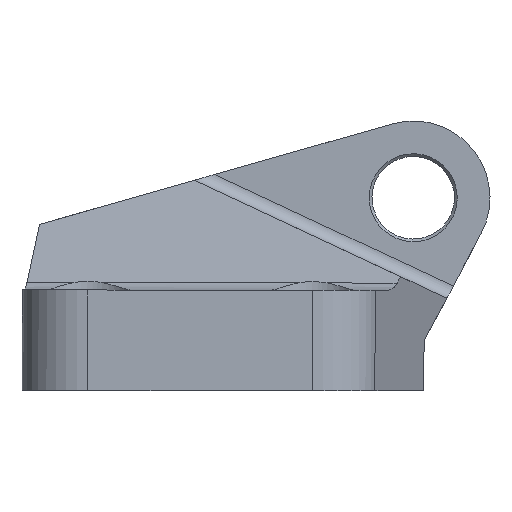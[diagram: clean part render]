
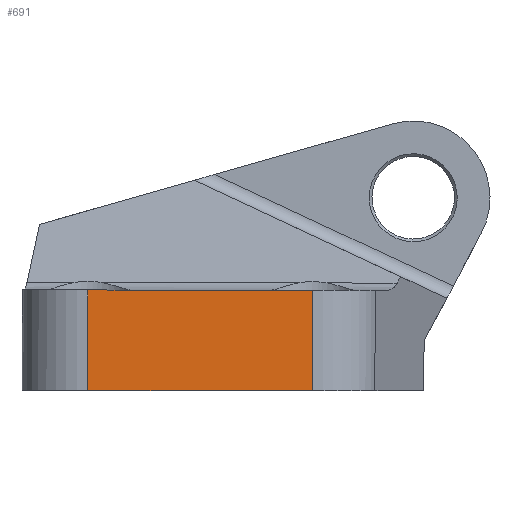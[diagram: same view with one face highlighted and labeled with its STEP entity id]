
A CAD part, left-side view. The second image highlights one B-rep face of the part: STEP entity #691.
In plain terms, the highlighted planar face has unit normal (-1, 0, 0).
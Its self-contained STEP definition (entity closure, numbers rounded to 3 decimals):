
#24 = VERTEX_POINT('',#25);
#25 = CARTESIAN_POINT('',(-163.297,-33.562,-0.048)
  );
#33 = PLANE('',#34);
#34 = AXIS2_PLACEMENT_3D('',#35,#36,#37);
#35 = CARTESIAN_POINT('',(-148.057,18.466,0.026)
  );
#36 = DIRECTION('',(0.,0.001,-1.));
#37 = DIRECTION('',(0.,1.,
    0.001));
#45 = CYLINDRICAL_SURFACE('',#46,15.24);
#46 = AXIS2_PLACEMENT_3D('',#47,#48,#49);
#47 = CARTESIAN_POINT('',(-148.057,-33.654,64.875));
#48 = DIRECTION('',(0.,0.001,-1.));
#49 = DIRECTION('',(0.,1.,0.001));
#57 = EDGE_CURVE('',#24,#58,#60,.T.);
#58 = VERTEX_POINT('',#59);
#59 = CARTESIAN_POINT('',(-163.297,18.509,0.026));
#60 = SURFACE_CURVE('',#61,(#65,#72),.PCURVE_S1.);
#61 = LINE('',#62,#63);
#62 = CARTESIAN_POINT('',(-163.297,-33.562,-0.048)
  );
#63 = VECTOR('',#64,1.);
#64 = DIRECTION('',(0.,1.,0.001));
#65 = PCURVE('',#33,#66);
#66 = DEFINITIONAL_REPRESENTATION('',(#67),#71);
#67 = LINE('',#68,#69);
#68 = CARTESIAN_POINT('',(-52.028,-15.24));
#69 = VECTOR('',#70,1.);
#70 = DIRECTION('',(1.,0.));
#71 = ( GEOMETRIC_REPRESENTATION_CONTEXT(2) 
PARAMETRIC_REPRESENTATION_CONTEXT() REPRESENTATION_CONTEXT('2D SPACE',''
  ) );
#72 = PCURVE('',#73,#78);
#73 = PLANE('',#74);
#74 = AXIS2_PLACEMENT_3D('',#75,#76,#77);
#75 = CARTESIAN_POINT('',(-163.297,-33.654,64.875));
#76 = DIRECTION('',(-1.,0.,0.));
#77 = DIRECTION('',(0.,-0.664,0.748));
#78 = DEFINITIONAL_REPRESENTATION('',(#79),#83);
#79 = LINE('',#80,#81);
#80 = CARTESIAN_POINT('',(-48.625,-43.018));
#81 = VECTOR('',#82,1.);
#82 = DIRECTION('',(-0.663,0.749));
#83 = ( GEOMETRIC_REPRESENTATION_CONTEXT(2) 
PARAMETRIC_REPRESENTATION_CONTEXT() REPRESENTATION_CONTEXT('2D SPACE',''
  ) );
#102 = CYLINDRICAL_SURFACE('',#103,15.24);
#103 = AXIS2_PLACEMENT_3D('',#104,#105,#106);
#104 = CARTESIAN_POINT('',(-148.057,18.417,64.949));
#105 = DIRECTION('',(0.,0.001,-1.));
#106 = DIRECTION('',(0.,1.,0.001));
#453 = EDGE_CURVE('',#454,#24,#456,.T.);
#454 = VERTEX_POINT('',#455);
#455 = CARTESIAN_POINT('',(-163.297,-33.595,23.215));
#456 = SURFACE_CURVE('',#457,(#461,#468),.PCURVE_S1.);
#457 = LINE('',#458,#459);
#458 = CARTESIAN_POINT('',(-163.297,-33.654,64.875));
#459 = VECTOR('',#460,1.);
#460 = DIRECTION('',(0.,0.001,-1.));
#461 = PCURVE('',#45,#462);
#462 = DEFINITIONAL_REPRESENTATION('',(#463),#467);
#463 = LINE('',#464,#465);
#464 = CARTESIAN_POINT('',(4.712,0.));
#465 = VECTOR('',#466,1.);
#466 = DIRECTION('',(0.,1.));
#467 = ( GEOMETRIC_REPRESENTATION_CONTEXT(2) 
PARAMETRIC_REPRESENTATION_CONTEXT() REPRESENTATION_CONTEXT('2D SPACE',''
  ) );
#468 = PCURVE('',#73,#469);
#469 = DEFINITIONAL_REPRESENTATION('',(#470),#474);
#470 = LINE('',#471,#472);
#471 = CARTESIAN_POINT('',(0.,0.));
#472 = VECTOR('',#473,1.);
#473 = DIRECTION('',(-0.749,-0.663));
#474 = ( GEOMETRIC_REPRESENTATION_CONTEXT(2) 
PARAMETRIC_REPRESENTATION_CONTEXT() REPRESENTATION_CONTEXT('2D SPACE',''
  ) );
#515 = PLANE('',#516);
#516 = AXIS2_PLACEMENT_3D('',#517,#518,#519);
#517 = CARTESIAN_POINT('',(-220.585,82.559,
    23.381));
#518 = DIRECTION('',(0.,0.001,-1.));
#519 = DIRECTION('',(0.,1.,
    0.001));
#691 = ADVANCED_FACE('',(#692),#73,.T.);
#692 = FACE_BOUND('',#693,.T.);
#693 = EDGE_LOOP('',(#694,#695,#696,#719));
#694 = ORIENTED_EDGE('',*,*,#57,.F.);
#695 = ORIENTED_EDGE('',*,*,#453,.F.);
#696 = ORIENTED_EDGE('',*,*,#697,.F.);
#697 = EDGE_CURVE('',#698,#454,#700,.T.);
#698 = VERTEX_POINT('',#699);
#699 = CARTESIAN_POINT('',(-163.297,18.476,23.289));
#700 = SURFACE_CURVE('',#701,(#705,#712),.PCURVE_S1.);
#701 = LINE('',#702,#703);
#702 = CARTESIAN_POINT('',(-163.297,-33.595,23.215));
#703 = VECTOR('',#704,1.);
#704 = DIRECTION('',(0.,-1.,-0.001));
#705 = PCURVE('',#73,#706);
#706 = DEFINITIONAL_REPRESENTATION('',(#707),#711);
#707 = LINE('',#708,#709);
#708 = CARTESIAN_POINT('',(-31.202,-27.603));
#709 = VECTOR('',#710,1.);
#710 = DIRECTION('',(0.663,-0.749));
#711 = ( GEOMETRIC_REPRESENTATION_CONTEXT(2) 
PARAMETRIC_REPRESENTATION_CONTEXT() REPRESENTATION_CONTEXT('2D SPACE',''
  ) );
#712 = PCURVE('',#515,#713);
#713 = DEFINITIONAL_REPRESENTATION('',(#714),#718);
#714 = LINE('',#715,#716);
#715 = CARTESIAN_POINT('',(-116.154,57.288));
#716 = VECTOR('',#717,1.);
#717 = DIRECTION('',(-1.,0.));
#718 = ( GEOMETRIC_REPRESENTATION_CONTEXT(2) 
PARAMETRIC_REPRESENTATION_CONTEXT() REPRESENTATION_CONTEXT('2D SPACE',''
  ) );
#719 = ORIENTED_EDGE('',*,*,#720,.T.);
#720 = EDGE_CURVE('',#698,#58,#721,.T.);
#721 = SURFACE_CURVE('',#722,(#726,#733),.PCURVE_S1.);
#722 = LINE('',#723,#724);
#723 = CARTESIAN_POINT('',(-163.297,18.417,64.949));
#724 = VECTOR('',#725,1.);
#725 = DIRECTION('',(0.,0.001,-1.));
#726 = PCURVE('',#73,#727);
#727 = DEFINITIONAL_REPRESENTATION('',(#728),#732);
#728 = LINE('',#729,#730);
#729 = CARTESIAN_POINT('',(-34.502,39.));
#730 = VECTOR('',#731,1.);
#731 = DIRECTION('',(-0.749,-0.663));
#732 = ( GEOMETRIC_REPRESENTATION_CONTEXT(2) 
PARAMETRIC_REPRESENTATION_CONTEXT() REPRESENTATION_CONTEXT('2D SPACE',''
  ) );
#733 = PCURVE('',#102,#734);
#734 = DEFINITIONAL_REPRESENTATION('',(#735),#739);
#735 = LINE('',#736,#737);
#736 = CARTESIAN_POINT('',(4.712,0.));
#737 = VECTOR('',#738,1.);
#738 = DIRECTION('',(0.,1.));
#739 = ( GEOMETRIC_REPRESENTATION_CONTEXT(2) 
PARAMETRIC_REPRESENTATION_CONTEXT() REPRESENTATION_CONTEXT('2D SPACE',''
  ) );
